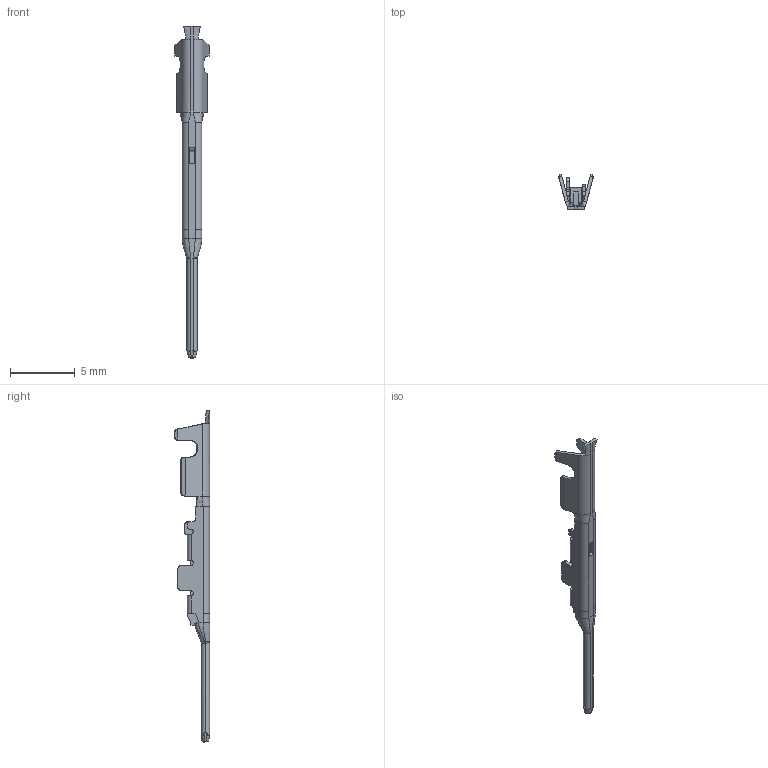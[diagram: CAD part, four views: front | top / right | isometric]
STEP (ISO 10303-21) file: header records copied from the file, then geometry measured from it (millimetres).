
FILE_DESCRIPTION( ('This file contains a STEP AP42 implementation' ,'as created by ZW3D STEP Interface translator.') ,'2;1' );
FILE_NAME( '11111.stp' ,'231027. 82149', (''), ('ZWCAD Software Co.'), 'Version 1.0', 'ZW3D to STEP translator', '' );
FILE_SCHEMA(('AUTOMOTIVE_DESIGN { 1 0 10303 214 1 1 1 1 }'));
Length unit declared in the file: millimetre
Products named in the file (2): 0; tm_n.prt
Bounding box: 2.65 x 2.7 x 25.57 mm (x, y, z)
Volume: 25.8 mm3; surface area: 197.1 mm2
Topology: 1 solids, 1 shells, 303 faces, 802 edges, 489 vertices
Faces by surface type: plane 163, cylinder 77, bspline 63
Entity records: 15658 total; most frequent: CARTESIAN_POINT 9561, ORIENTED_EDGE 1604, EDGE_CURVE 802, B_SPLINE_CURVE_WITH_KNOTS 746, DIRECTION 546, VERTEX_POINT 489, EDGE_LOOP 307, FACE_OUTER_BOUND 303
